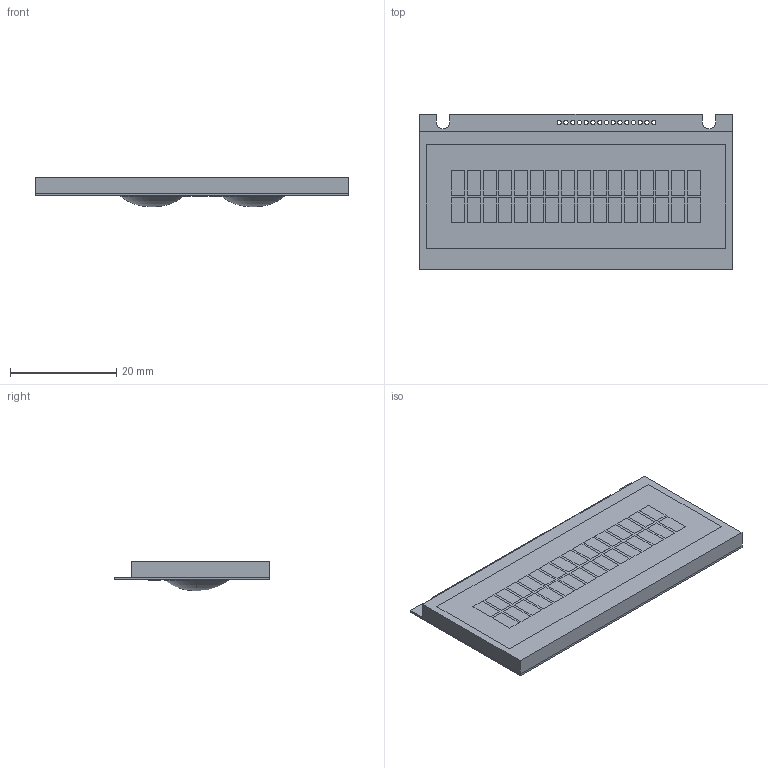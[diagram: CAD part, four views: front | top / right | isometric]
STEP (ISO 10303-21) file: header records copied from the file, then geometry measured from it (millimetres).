
FILE_DESCRIPTION (( 'STEP AP214' ), '1' );
FILE_NAME ('User Library-Everbouquet_MC1602X-SYL_LCD.STEP', '2010-10-18T06:24:41', ( 'SysAdmin' ), ( 'SolidWorks' ), 'SwSTEP 2.0', 'SolidWorks 2010', '' );
FILE_SCHEMA (( 'AUTOMOTIVE_DESIGN' ));
Length unit declared in the file: millimetre
Products named in the file (1): User Library-Everbouquet_MC1602X-SYL_LCD
Bounding box: 59 x 29.3 x 5.5 mm (x, y, z)
Volume: 4758.4 mm3; surface area: 8107.6 mm2
Topology: 3 solids, 3 shells, 310 faces, 758 edges, 504 vertices
Faces by surface type: plane 270, cylinder 32, torus 4, cone 4
Entity records: 11933 total; most frequent: CARTESIAN_POINT 1573, ORIENTED_EDGE 1516, DIRECTION 1460, EDGE_CURVE 758, VECTOR 678, LINE 678, VERTEX_POINT 504, EDGE_LOOP 392
